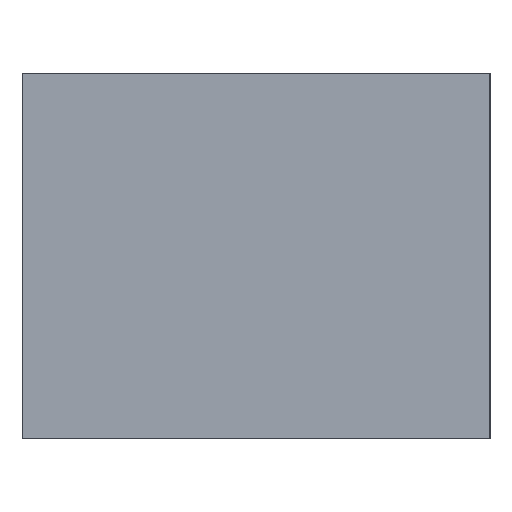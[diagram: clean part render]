
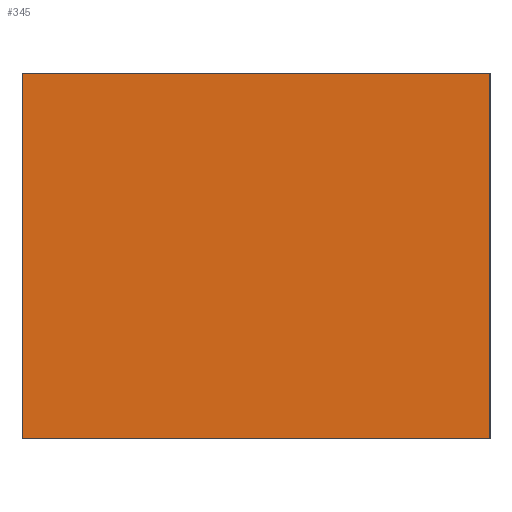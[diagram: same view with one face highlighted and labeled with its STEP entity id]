
A CAD part, left-side view. The second image highlights one B-rep face of the part: STEP entity #345.
In plain terms, the highlighted planar face has unit normal (-1, 0, 0).
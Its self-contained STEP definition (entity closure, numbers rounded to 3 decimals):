
#254 = VERTEX_POINT('',#255);
#255 = CARTESIAN_POINT('',(-2.25,-1.6,0.));
#261 = EDGE_CURVE('',#254,#262,#264,.T.);
#262 = VERTEX_POINT('',#263);
#263 = CARTESIAN_POINT('',(-2.25,-1.6,2.5));
#264 = LINE('',#265,#266);
#265 = CARTESIAN_POINT('',(-2.25,-1.6,0.));
#266 = VECTOR('',#267,1.);
#267 = DIRECTION('',(0.,0.,1.));
#284 = EDGE_CURVE('',#262,#285,#287,.T.);
#285 = VERTEX_POINT('',#286);
#286 = CARTESIAN_POINT('',(-2.25,1.6,2.5));
#287 = LINE('',#288,#289);
#288 = CARTESIAN_POINT('',(-2.25,-1.6,2.5));
#289 = VECTOR('',#290,1.);
#290 = DIRECTION('',(0.,1.,0.));
#309 = VERTEX_POINT('',#310);
#310 = CARTESIAN_POINT('',(-2.25,1.6,0.));
#316 = EDGE_CURVE('',#309,#285,#317,.T.);
#317 = LINE('',#318,#319);
#318 = CARTESIAN_POINT('',(-2.25,1.6,0.));
#319 = VECTOR('',#320,1.);
#320 = DIRECTION('',(0.,0.,1.));
#332 = EDGE_CURVE('',#254,#309,#333,.T.);
#333 = LINE('',#334,#335);
#334 = CARTESIAN_POINT('',(-2.25,-1.6,0.));
#335 = VECTOR('',#336,1.);
#336 = DIRECTION('',(0.,1.,0.));
#345 = ADVANCED_FACE('',(#346),#352,.F.);
#346 = FACE_BOUND('',#347,.F.);
#347 = EDGE_LOOP('',(#348,#349,#350,#351));
#348 = ORIENTED_EDGE('',*,*,#261,.F.);
#349 = ORIENTED_EDGE('',*,*,#332,.T.);
#350 = ORIENTED_EDGE('',*,*,#316,.T.);
#351 = ORIENTED_EDGE('',*,*,#284,.F.);
#352 = PLANE('',#353);
#353 = AXIS2_PLACEMENT_3D('',#354,#355,#356);
#354 = CARTESIAN_POINT('',(-2.25,-1.6,0.));
#355 = DIRECTION('',(1.,0.,0.));
#356 = DIRECTION('',(0.,0.,1.));
